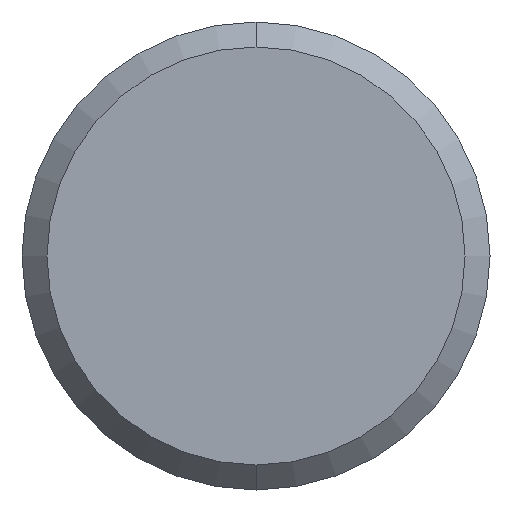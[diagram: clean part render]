
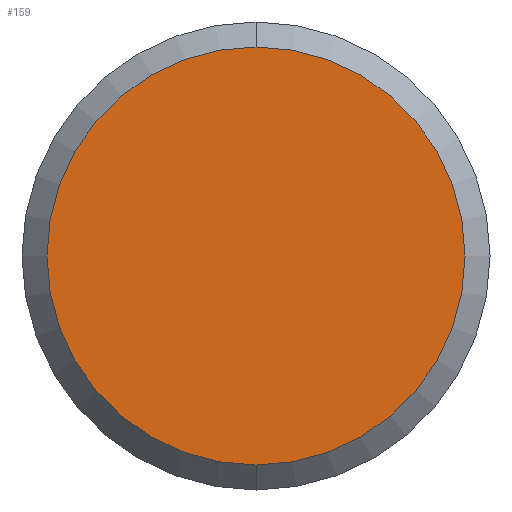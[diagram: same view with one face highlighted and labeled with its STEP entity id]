
A CAD part, front view. The second image highlights one B-rep face of the part: STEP entity #159.
In plain terms, the highlighted planar face has unit normal (0, -1, 0).
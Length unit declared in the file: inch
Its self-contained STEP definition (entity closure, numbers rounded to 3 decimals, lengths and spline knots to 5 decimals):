
#9 = ORIENTED_EDGE ( 'NONE', *, *, #40, .T. ) ;
#40 = EDGE_CURVE ( 'NONE', #95, #79, #178, .T. ) ;
#60 = CARTESIAN_POINT ( 'NONE',  ( 0., 0., 0.16735 ) ) ;
#79 = VERTEX_POINT ( 'NONE', #82 ) ;
#82 = CARTESIAN_POINT ( 'NONE',  ( 0., 0., -0.16735 ) ) ;
#85 = CARTESIAN_POINT ( 'NONE',  ( 0., 0., 0. ) ) ;
#87 = CARTESIAN_POINT ( 'NONE',  ( 0., 0., 0. ) ) ;
#91 = AXIS2_PLACEMENT_3D ( 'NONE', #85, #205, #110 ) ;
#95 = VERTEX_POINT ( 'NONE', #60 ) ;
#105 = ORIENTED_EDGE ( 'NONE', *, *, #258, .T. ) ;
#110 = DIRECTION ( 'NONE',  ( 0., 0., 1. ) ) ;
#114 = AXIS2_PLACEMENT_3D ( 'NONE', #232, #262, #188 ) ;
#142 = EDGE_LOOP ( 'NONE', ( #9, #105 ) ) ;
#155 = FACE_OUTER_BOUND ( 'NONE', #142, .T. ) ;
#159 = ADVANCED_FACE ( 'NONE', ( #155 ), #228, .F. ) ;
#161 = CIRCLE ( 'NONE', #91, 0.16735 ) ;
#178 = CIRCLE ( 'NONE', #194, 0.16735 ) ;
#188 = DIRECTION ( 'NONE',  ( 0., 0., 1. ) ) ;
#194 = AXIS2_PLACEMENT_3D ( 'NONE', #87, #273, #271 ) ;
#205 = DIRECTION ( 'NONE',  ( 0., -1., 0. ) ) ;
#228 = PLANE ( 'NONE',  #114 ) ;
#232 = CARTESIAN_POINT ( 'NONE',  ( 0., 0., 0. ) ) ;
#258 = EDGE_CURVE ( 'NONE', #79, #95, #161, .T. ) ;
#262 = DIRECTION ( 'NONE',  ( 0., 1., 0. ) ) ;
#271 = DIRECTION ( 'NONE',  ( 0., 0., 1. ) ) ;
#273 = DIRECTION ( 'NONE',  ( 0., -1., 0. ) ) ;
